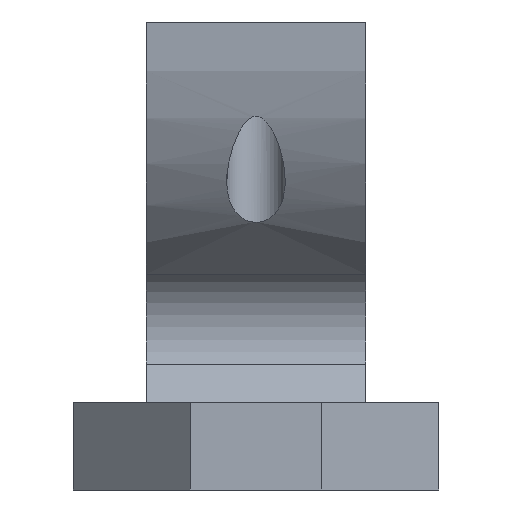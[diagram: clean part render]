
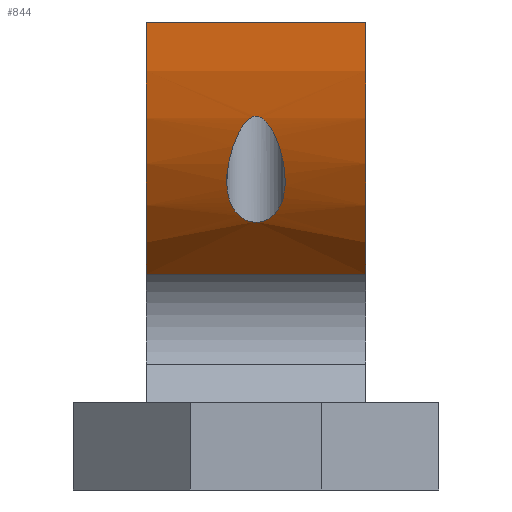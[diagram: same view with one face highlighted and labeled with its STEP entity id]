
A CAD part, front view. The second image highlights one B-rep face of the part: STEP entity #844.
In plain terms, the highlighted cylindrical face has radius 21.25 mm (diameter 42.5 mm), a partial arc.
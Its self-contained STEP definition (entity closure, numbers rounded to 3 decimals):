
#21=B_SPLINE_CURVE_WITH_KNOTS('',3,(#1486,#1487,#1488,#1489,#1490,#1491,
#1492,#1493,#1494,#1495,#1496,#1497,#1498,#1499,#1500,#1501,#1502,#1503,
#1504,#1505,#1506,#1507,#1508,#1509,#1510,#1511,#1512,#1513,#1514,#1515,
#1516,#1517),.UNSPECIFIED.,.F.,.F.,(4,2,2,2,2,2,2,2,2,2,2,2,2,2,2,4),(0.,
0.027,0.054,0.163,0.345,
0.528,0.666,0.804,0.877,
0.913,0.95,0.986,1.022,1.095,
1.233,1.371),.UNSPECIFIED.);
#22=B_SPLINE_CURVE_WITH_KNOTS('',3,(#1518,#1519,#1520,#1521,#1522,#1523,
#1524,#1525,#1526,#1527,#1528,#1529),.UNSPECIFIED.,.F.,.F.,(4,2,2,2,2,4),
(1.371,1.554,1.737,1.845,1.872,
1.899),.UNSPECIFIED.);
#37=CYLINDRICAL_SURFACE('',#944,21.25);
#45=FACE_BOUND('',#170,.T.);
#58=CIRCLE('',#899,21.25);
#62=CIRCLE('',#906,21.25);
#120=FACE_OUTER_BOUND('',#169,.T.);
#169=EDGE_LOOP('',(#757,#758,#759,#760));
#170=EDGE_LOOP('',(#761,#762));
#241=LINE('',#1400,#322);
#254=LINE('',#1543,#335);
#322=VECTOR('',#1112,10.);
#335=VECTOR('',#1177,10.);
#387=VERTEX_POINT('',#1353);
#388=VERTEX_POINT('',#1355);
#393=VERTEX_POINT('',#1371);
#394=VERTEX_POINT('',#1373);
#415=VERTEX_POINT('',#1483);
#416=VERTEX_POINT('',#1485);
#484=EDGE_CURVE('',#387,#388,#58,.T.);
#493=EDGE_CURVE('',#393,#394,#62,.T.);
#507=EDGE_CURVE('',#394,#387,#241,.T.);
#528=EDGE_CURVE('',#416,#415,#21,.T.);
#529=EDGE_CURVE('',#415,#416,#22,.T.);
#536=EDGE_CURVE('',#388,#393,#254,.T.);
#757=ORIENTED_EDGE('',*,*,#507,.F.);
#758=ORIENTED_EDGE('',*,*,#493,.F.);
#759=ORIENTED_EDGE('',*,*,#536,.F.);
#760=ORIENTED_EDGE('',*,*,#484,.F.);
#761=ORIENTED_EDGE('',*,*,#528,.T.);
#762=ORIENTED_EDGE('',*,*,#529,.T.);
#844=ADVANCED_FACE('',(#120,#45),#37,.T.);
#899=AXIS2_PLACEMENT_3D('',#1356,#1060,#1061);
#906=AXIS2_PLACEMENT_3D('',#1374,#1079,#1080);
#944=AXIS2_PLACEMENT_3D('',#1542,#1175,#1176);
#1060=DIRECTION('center_axis',(-1.,0.,0.));
#1061=DIRECTION('ref_axis',(0.,-0.419,-0.908));
#1079=DIRECTION('center_axis',(1.,0.,0.));
#1080=DIRECTION('ref_axis',(0.,-1.,0.));
#1112=DIRECTION('',(-1.,0.,0.));
#1175=DIRECTION('center_axis',(1.,0.,0.));
#1176=DIRECTION('ref_axis',(0.,1.,0.));
#1177=DIRECTION('',(1.,0.,0.));
#1353=CARTESIAN_POINT('',(-7.5,-12.417,14.755));
#1355=CARTESIAN_POINT('',(-7.5,-21.25,32.));
#1356=CARTESIAN_POINT('Origin',(-7.5,0.,32.));
#1371=CARTESIAN_POINT('',(7.5,-21.25,32.));
#1373=CARTESIAN_POINT('',(7.5,-12.417,14.755));
#1374=CARTESIAN_POINT('Origin',(7.5,0.,32.));
#1400=CARTESIAN_POINT('',(0.,-12.417,14.755));
#1483=CARTESIAN_POINT('',(-2.,-18.25,21.114));
#1485=CARTESIAN_POINT('',(0.,-20.25,25.558));
#1486=CARTESIAN_POINT('Ctrl Pts',(0.,-20.25,25.558));
#1487=CARTESIAN_POINT('Ctrl Pts',(0.089,-20.25,25.558));
#1488=CARTESIAN_POINT('Ctrl Pts',(0.183,-20.244,25.538));
#1489=CARTESIAN_POINT('Ctrl Pts',(0.357,-20.22,25.464));
#1490=CARTESIAN_POINT('Ctrl Pts',(0.438,-20.203,25.411));
#1491=CARTESIAN_POINT('Ctrl Pts',(0.785,-20.112,25.135));
#1492=CARTESIAN_POINT('Ctrl Pts',(1.008,-19.989,24.781));
#1493=CARTESIAN_POINT('Ctrl Pts',(1.437,-19.68,23.965));
#1494=CARTESIAN_POINT('Ctrl Pts',(1.641,-19.435,23.383));
#1495=CARTESIAN_POINT('Ctrl Pts',(1.925,-18.876,22.219));
#1496=CARTESIAN_POINT('Ctrl Pts',(2.,-18.562,21.637));
#1497=CARTESIAN_POINT('Ctrl Pts',(2.,-18.014,20.719));
#1498=CARTESIAN_POINT('Ctrl Pts',(1.957,-17.742,20.295));
#1499=CARTESIAN_POINT('Ctrl Pts',(1.726,-17.197,19.508));
#1500=CARTESIAN_POINT('Ctrl Pts',(1.54,-16.924,19.144));
#1501=CARTESIAN_POINT('Ctrl Pts',(1.114,-16.578,18.705));
#1502=CARTESIAN_POINT('Ctrl Pts',(0.925,-16.461,18.561));
#1503=CARTESIAN_POINT('Ctrl Pts',(0.598,-16.338,18.412));
#1504=CARTESIAN_POINT('Ctrl Pts',(0.482,-16.305,18.373));
#1505=CARTESIAN_POINT('Ctrl Pts',(0.244,-16.261,18.32));
#1506=CARTESIAN_POINT('Ctrl Pts',(0.121,-16.25,18.307));
#1507=CARTESIAN_POINT('Ctrl Pts',(-0.121,-16.25,18.307));
#1508=CARTESIAN_POINT('Ctrl Pts',(-0.244,-16.261,
18.32));
#1509=CARTESIAN_POINT('Ctrl Pts',(-0.482,-16.305,
18.373));
#1510=CARTESIAN_POINT('Ctrl Pts',(-0.598,-16.338,
18.412));
#1511=CARTESIAN_POINT('Ctrl Pts',(-0.925,-16.461,
18.561));
#1512=CARTESIAN_POINT('Ctrl Pts',(-1.114,-16.578,18.705));
#1513=CARTESIAN_POINT('Ctrl Pts',(-1.54,-16.924,19.144));
#1514=CARTESIAN_POINT('Ctrl Pts',(-1.726,-17.197,19.508));
#1515=CARTESIAN_POINT('Ctrl Pts',(-1.957,-17.742,20.295));
#1516=CARTESIAN_POINT('Ctrl Pts',(-2.,-18.014,20.719));
#1517=CARTESIAN_POINT('Ctrl Pts',(-2.,-18.25,21.114));
#1518=CARTESIAN_POINT('Ctrl Pts',(-2.,-18.25,21.114));
#1519=CARTESIAN_POINT('Ctrl Pts',(-2.,-18.562,21.637));
#1520=CARTESIAN_POINT('Ctrl Pts',(-1.925,-18.876,22.219));
#1521=CARTESIAN_POINT('Ctrl Pts',(-1.641,-19.435,23.383));
#1522=CARTESIAN_POINT('Ctrl Pts',(-1.437,-19.68,23.965));
#1523=CARTESIAN_POINT('Ctrl Pts',(-1.008,-19.989,24.781));
#1524=CARTESIAN_POINT('Ctrl Pts',(-0.785,-20.112,
25.135));
#1525=CARTESIAN_POINT('Ctrl Pts',(-0.438,-20.203,25.411));
#1526=CARTESIAN_POINT('Ctrl Pts',(-0.357,-20.22,
25.464));
#1527=CARTESIAN_POINT('Ctrl Pts',(-0.183,-20.244,25.538));
#1528=CARTESIAN_POINT('Ctrl Pts',(-0.089,-20.25,25.558));
#1529=CARTESIAN_POINT('Ctrl Pts',(0.,-20.25,25.558));
#1542=CARTESIAN_POINT('Origin',(0.,0.,32.));
#1543=CARTESIAN_POINT('',(0.,-21.25,32.));
